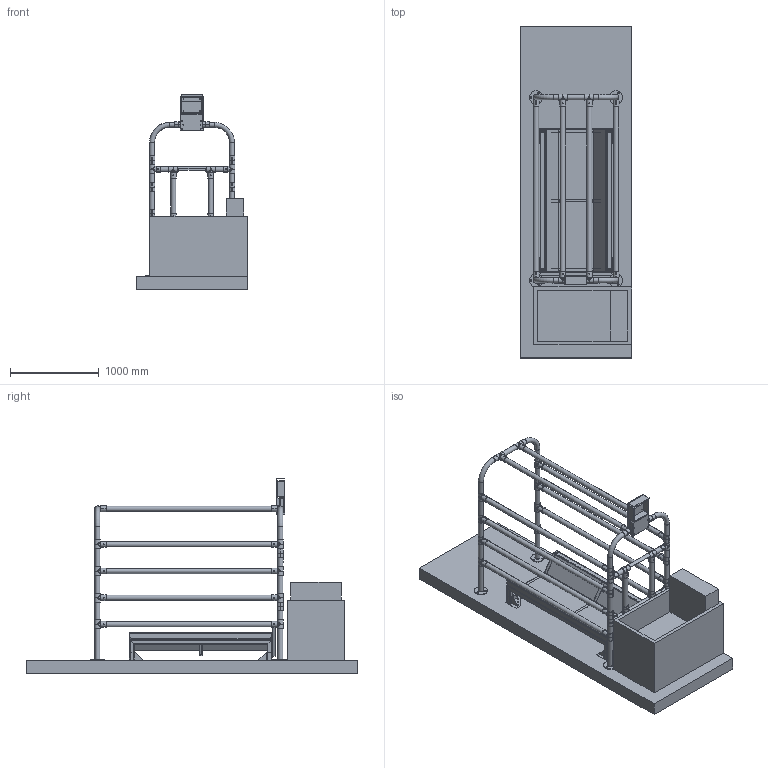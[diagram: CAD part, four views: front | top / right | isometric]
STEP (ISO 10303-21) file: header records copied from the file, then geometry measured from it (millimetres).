
FILE_DESCRIPTION(('STEP AP203'), '1');
FILE_NAME('Ñáîðêà Âåñû âåð 5.0 1øò', '', ('UNSPECIFIED'), ('UNSPECIFIED'), 'C3D Converter', 'C3D Toolkit', '');
FILE_SCHEMA(('CONFIG_CONTROL_DESIGN'));
Length unit declared in the file: millimetre
Assembly tree (77 placements, depth 5):
  (unnamed)
    (unnamed)
      (unnamed)
        (unnamed)
        (unnamed)  x3
          (unnamed)
          (unnamed)
        (unnamed)  x2
      (unnamed)  x2
        (unnamed)
          (unnamed)
          (unnamed)  x2
        (unnamed)
        (unnamed)
      (unnamed)  x2
        (unnamed)
        (unnamed)
        (unnamed)
      (unnamed)
    (unnamed)
      (unnamed)
      (unnamed)
      (unnamed)
      (unnamed)  x4
      (unnamed)  x28
        (unnamed)
      (unnamed)
      (unnamed)
      (unnamed)
      (unnamed)
      (unnamed)  x2
      (unnamed)
    (unnamed)
    (unnamed)
Bounding box: 1252.68 x 3738 x 2203.8 mm (x, y, z)
Volume: 1106916170.5 mm3; surface area: 37032225.8 mm2
Topology: 247 solids, 247 shells, 2465 faces, 5694 edges, 3718 vertices
Faces by surface type: plane 1461, cylinder 988, torus 8, sphere 8
Full cylindrical faces by diameter (mm): 7 x10, 9 x8, 10.106 x4, 11 x56, 12 x18, 13 x8, 13.5 x36, 15 x12, 30 x4, 50 x20, 57 x20, 150 x4
Entity records: 22297 total; most frequent: CARTESIAN_POINT 4193, DIRECTION 3253, ORIENTED_EDGE 2844, EDGE_CURVE 1422, AXIS2_PLACEMENT_3D 1170, VERTEX_POINT 962, EDGE_LOOP 922, LINE 913
